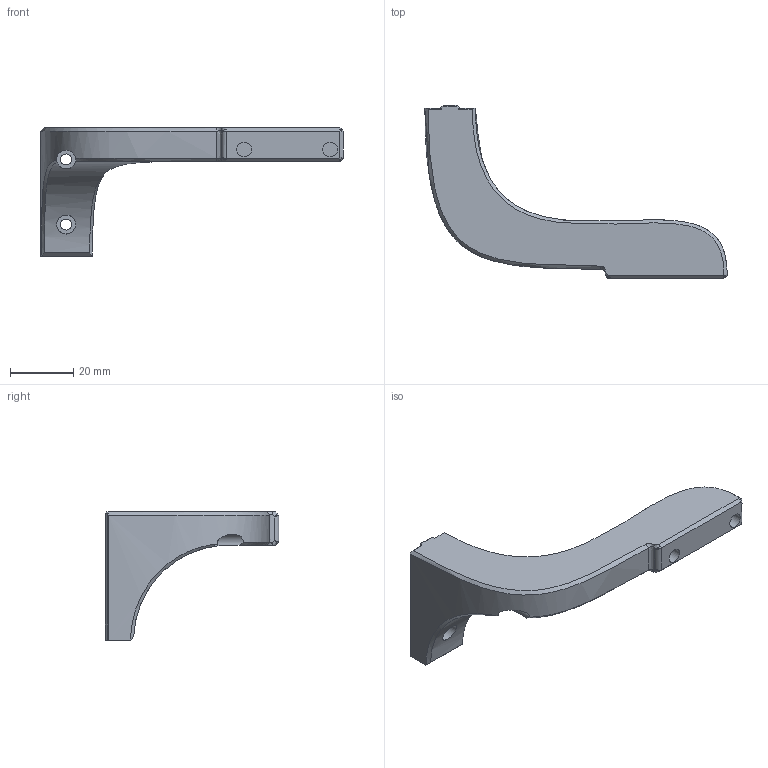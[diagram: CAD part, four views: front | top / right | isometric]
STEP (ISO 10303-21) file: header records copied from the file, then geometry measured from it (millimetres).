
FILE_DESCRIPTION(/* description */ (''),/* implementation_level */ '2;1');
FILE_NAME(/* name */ 'Side_Dock_Mount_Trident.step',/* time_stamp */ '2022-01-17T23:07:52+00:00',/* author */ (''),/* organization */ (''),/* preprocessor_version */ 'ST-DEVELOPER v18.1',/* originating_system */ 'Autodesk Translation Framework v10.10.0.1391',/* authorisation */ '');
FILE_SCHEMA (('AUTOMOTIVE_DESIGN { 1 0 10303 214 3 1 1 }'));
Length unit declared in the file: millimetre
Products named in the file (13): (Unsaved); Klicky Probe; AB mount; Dock Mount variable Assembly; Side Dock Mount Trident; Probe Dock v0.2; Probe v0.2; D2F; D2F_ACTUATOR; D2F_BASE; Assembly helpers; Probe press Helper; AB Mount press Helper
Assembly tree (12 placements, depth 5):
  (Unsaved)
    Klicky Probe
      AB mount
      Dock Mount variable Assembly
      Side Dock Mount Trident
      Probe Dock v0.2
      Probe v0.2
        D2F
          D2F_ACTUATOR
          D2F_BASE
      Assembly helpers
        Probe press Helper
        AB Mount press Helper
Bounding box: 95.68 x 54.95 x 40.6 mm (x, y, z)
Volume: 27200.5 mm3; surface area: 9173.2 mm2
Topology: 1 solids, 1 shells, 59 faces, 151 edges, 97 vertices
Faces by surface type: plane 26, bspline 21, cylinder 10, sphere 2
Full cylindrical faces by diameter (mm): 3.5 x2, 4.7 x2, 6 x2
Entity records: 3800 total; most frequent: CARTESIAN_POINT 2198, ORIENTED_EDGE 302, DIRECTION 224, EDGE_CURVE 151, VERTEX_POINT 97, AXIS2_PLACEMENT_3D 83, B_SPLINE_CURVE_WITH_KNOTS 73, EDGE_LOOP 66
